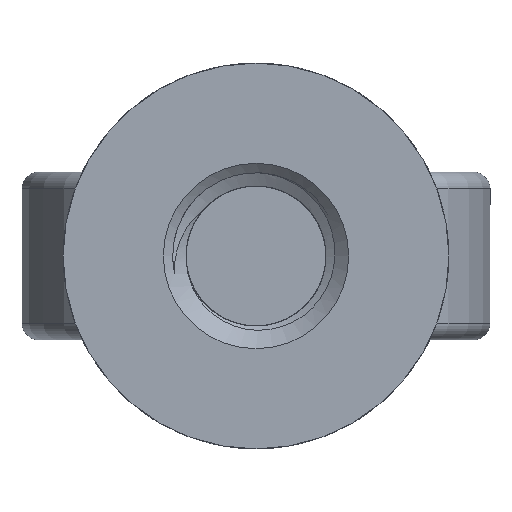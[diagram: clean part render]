
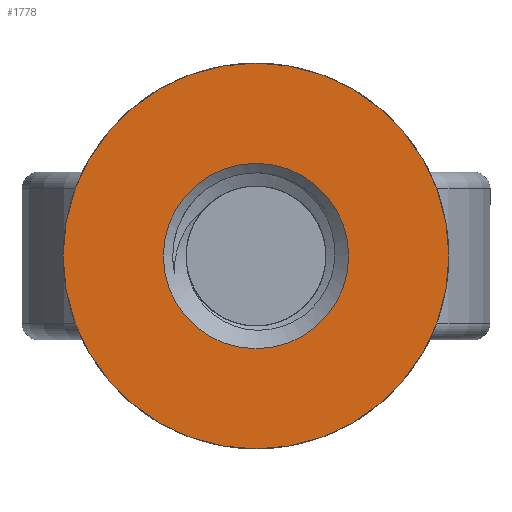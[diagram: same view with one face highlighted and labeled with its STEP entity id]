
A CAD part, front view. The second image highlights one B-rep face of the part: STEP entity #1778.
In plain terms, the highlighted planar face has unit normal (0, -1, 0).
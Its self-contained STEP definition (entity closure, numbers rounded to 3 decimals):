
#29=FACE_BOUND('',#265,.T.);
#49=PLANE('',#1970);
#157=FACE_OUTER_BOUND('',#264,.T.);
#264=EDGE_LOOP('',(#1482));
#265=EDGE_LOOP('',(#1483));
#378=CIRCLE('',#1870,5.523);
#382=CIRCLE('',#1877,11.5);
#731=VERTEX_POINT('',#3746);
#740=VERTEX_POINT('',#4578);
#916=EDGE_CURVE('',#731,#731,#378,.T.);
#932=EDGE_CURVE('',#740,#740,#382,.T.);
#1482=ORIENTED_EDGE('',*,*,#932,.T.);
#1483=ORIENTED_EDGE('',*,*,#916,.T.);
#1778=ADVANCED_FACE('',(#157,#29),#49,.T.);
#1870=AXIS2_PLACEMENT_3D('',#3747,#2127,#2128);
#1877=AXIS2_PLACEMENT_3D('',#4579,#2142,#2143);
#1970=AXIS2_PLACEMENT_3D('',#5354,#2382,#2383);
#2127=DIRECTION('center_axis',(0.,1.,0.));
#2128=DIRECTION('ref_axis',(-1.,0.,0.));
#2142=DIRECTION('center_axis',(0.,-1.,0.));
#2143=DIRECTION('ref_axis',(1.,0.,0.));
#2382=DIRECTION('center_axis',(0.,-1.,0.));
#2383=DIRECTION('ref_axis',(1.,0.,0.));
#3746=CARTESIAN_POINT('',(5.523,-64.737,18.5));
#3747=CARTESIAN_POINT('Origin',(0.,-64.737,
18.5));
#4578=CARTESIAN_POINT('',(-11.5,-64.737,18.5));
#4579=CARTESIAN_POINT('Origin',(0.,-64.737,
18.5));
#5354=CARTESIAN_POINT('Origin',(0.,-64.737,
18.5));
